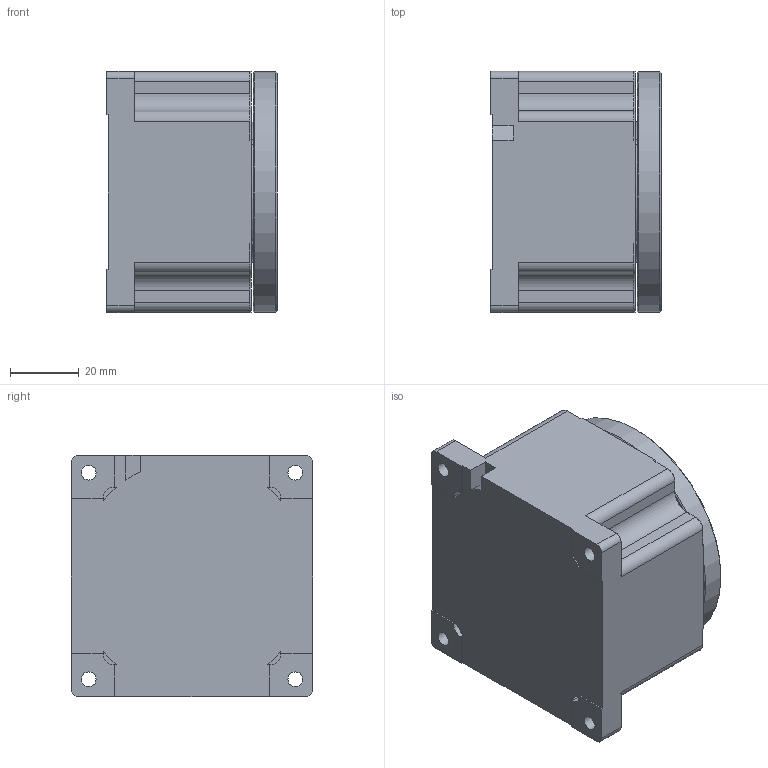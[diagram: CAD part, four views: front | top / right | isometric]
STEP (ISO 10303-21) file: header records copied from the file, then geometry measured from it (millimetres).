
FILE_DESCRIPTION (( 'STEP AP203' ), '1' );
FILE_NAME ('526903.STEP', '2022-11-04T02:12:35', ( '' ), ( '' ), 'SwSTEP 2.0', 'SolidWorks 2020', '' );
FILE_SCHEMA (( 'CONFIG_CONTROL_DESIGN' ));
Length unit declared in the file: millimetre
Products named in the file (1): 526903
Bounding box: 49.5 x 70 x 70 mm (x, y, z)
Volume: 212644.3 mm3; surface area: 31960 mm2
Topology: 2 solids, 2 shells, 167 faces, 434 edges, 279 vertices
Faces by surface type: plane 83, cylinder 63, cone 21
Full cylindrical faces by diameter (mm): 2.5 x8, 3.2 x6, 3.3 x4, 4.3 x4, 6.2 x6, 8.25 x4, 12 x1, 70 x1
Entity records: 5001 total; most frequent: DIRECTION 868, CARTESIAN_POINT 830, ORIENTED_EDGE 770, EDGE_CURVE 385, AXIS2_PLACEMENT_3D 319, VERTEX_POINT 273, EDGE_LOOP 262, LINE 230
